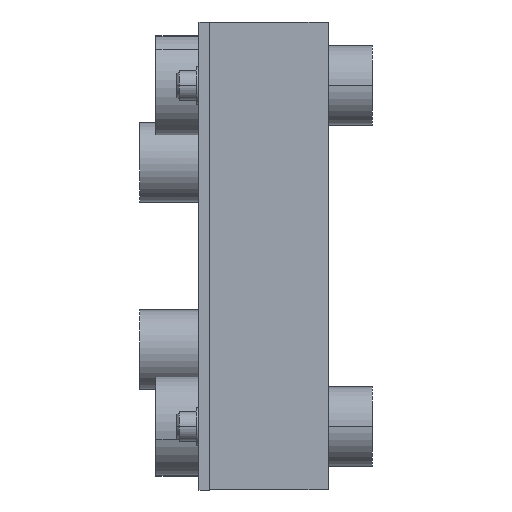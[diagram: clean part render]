
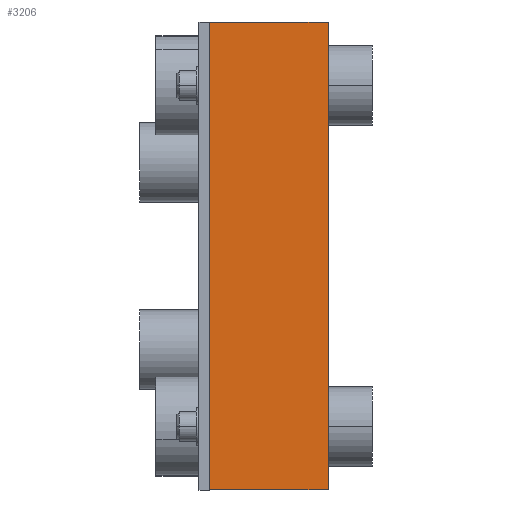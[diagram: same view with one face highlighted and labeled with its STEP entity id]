
A CAD part, left-side view. The second image highlights one B-rep face of the part: STEP entity #3206.
In plain terms, the highlighted face is planar.
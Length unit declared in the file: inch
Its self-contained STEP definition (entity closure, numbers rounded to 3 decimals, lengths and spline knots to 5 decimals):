
#2195 = LINE ( 'NONE', #10760, #2197 ) ;
#2197 = VECTOR ( 'NONE', #10761, 39.37008 ) ;
#2276 = LINE ( 'NONE', #10929, #2294 ) ;
#2294 = VECTOR ( 'NONE', #10935, 39.37008 ) ;
#2300 = LINE ( 'NONE', #10972, #2312 ) ;
#2312 = VECTOR ( 'NONE', #10979, 39.37008 ) ;
#2313 = LINE ( 'NONE', #10982, #2316 ) ;
#2316 = VECTOR ( 'NONE', #10983, 39.37008 ) ;
#3206 = ADVANCED_FACE ( 'NONE', ( #12036 ), #10134, .T. ) ;
#4122 = CARTESIAN_POINT ( 'NONE',  ( -2.95276, -0.75, 8.85827 ) ) ;
#4139 = CARTESIAN_POINT ( 'NONE',  ( 2.95276, -0.75, 8.85827 ) ) ;
#4141 = CARTESIAN_POINT ( 'NONE',  ( 2.95276, 0.75, 8.85827 ) ) ;
#4162 = CARTESIAN_POINT ( 'NONE',  ( -2.95276, 0.75, 8.85827 ) ) ;
#4393 = EDGE_CURVE ( 'NONE', #5475, #5498, #2195, .T. ) ;
#4459 = EDGE_CURVE ( 'NONE', #5498, #5454, #2276, .T. ) ;
#4474 = EDGE_CURVE ( 'NONE', #5454, #5473, #2300, .T. ) ;
#4476 = EDGE_CURVE ( 'NONE', #5473, #5475, #2313, .T. ) ;
#4934 = EDGE_LOOP ( 'NONE', ( #5527, #5528, #5520, #5523 ) ) ;
#5454 = VERTEX_POINT ( 'NONE', #4122 ) ;
#5473 = VERTEX_POINT ( 'NONE', #4139 ) ;
#5475 = VERTEX_POINT ( 'NONE', #4141 ) ;
#5498 = VERTEX_POINT ( 'NONE', #4162 ) ;
#5520 = ORIENTED_EDGE ( 'NONE', *, *, #4476, .T. ) ;
#5523 = ORIENTED_EDGE ( 'NONE', *, *, #4393, .T. ) ;
#5527 = ORIENTED_EDGE ( 'NONE', *, *, #4459, .T. ) ;
#5528 = ORIENTED_EDGE ( 'NONE', *, *, #4474, .T. ) ;
#6948 = AXIS2_PLACEMENT_3D ( 'NONE', #10132, #10136, #10137 ) ;
#10132 = CARTESIAN_POINT ( 'NONE',  ( -2.95276, -0.75, 8.85827 ) ) ;
#10134 = PLANE ( 'NONE',  #6948 ) ;
#10136 = DIRECTION ( 'NONE',  ( 0., 0., 1. ) ) ;
#10137 = DIRECTION ( 'NONE',  ( 1., 0., 0. ) ) ;
#10760 = CARTESIAN_POINT ( 'NONE',  ( -2.95276, 0.75, 8.85827 ) ) ;
#10761 = DIRECTION ( 'NONE',  ( -1., 0., 0. ) ) ;
#10929 = CARTESIAN_POINT ( 'NONE',  ( -2.95276, 0.75, 8.85827 ) ) ;
#10935 = DIRECTION ( 'NONE',  ( 0., -1., 0. ) ) ;
#10972 = CARTESIAN_POINT ( 'NONE',  ( -2.95276, -0.75, 8.85827 ) ) ;
#10979 = DIRECTION ( 'NONE',  ( 1., 0., 0. ) ) ;
#10982 = CARTESIAN_POINT ( 'NONE',  ( 2.95276, 0.75, 8.85827 ) ) ;
#10983 = DIRECTION ( 'NONE',  ( 0., 1., 0. ) ) ;
#12036 = FACE_OUTER_BOUND ( 'NONE', #4934, .T. ) ;
